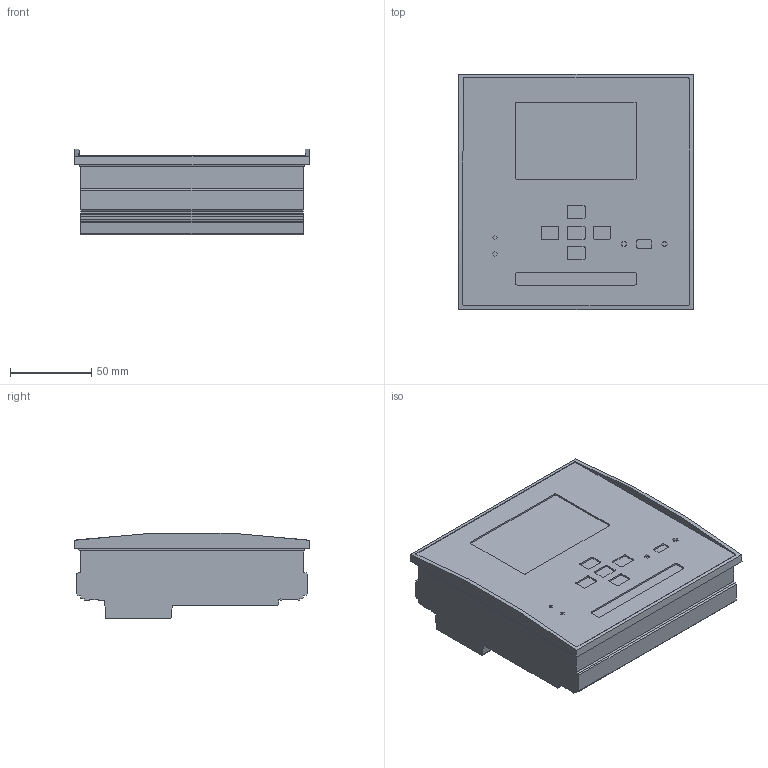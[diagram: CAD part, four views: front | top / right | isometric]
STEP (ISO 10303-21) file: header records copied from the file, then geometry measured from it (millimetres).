
FILE_DESCRIPTION(/* description */ (''),/* implementation_level */ '2;1');
FILE_NAME(/* name */ '3d_RGK600SA.stp',/* time_stamp */ '2015-03-25T07:36:22+01:00',/* author */ ('Andrzej'),/* organization */ (''),/* preprocessor_version */ 'ST-DEVELOPER v15.5',/* originating_system */ 'AutoCAD Mechanical',/* authorisation */ '');
FILE_SCHEMA (('AUTOMOTIVE_DESIGN { 1 0 10303 214 3 1 1 }'));
Length unit declared in the file: millimetre
Products named in the file (1): Product
Bounding box: 144 x 144.87 x 52.79 mm (x, y, z)
Volume: 801824.2 mm3; surface area: 146547 mm2
Topology: 3 solids, 3 shells, 150 faces, 779 edges, 1028 vertices
Faces by surface type: plane 103, cylinder 47
Full cylindrical faces by diameter (mm): 3 x2, 3.5 x2
Entity records: 7383 total; most frequent: CARTESIAN_POINT 1985, DIRECTION 1213, ORIENTED_EDGE 782, LINE 633, VECTOR 633, EDGE_CURVE 391, TRIMMED_CURVE 384, AXIS2_PLACEMENT_3D 290
